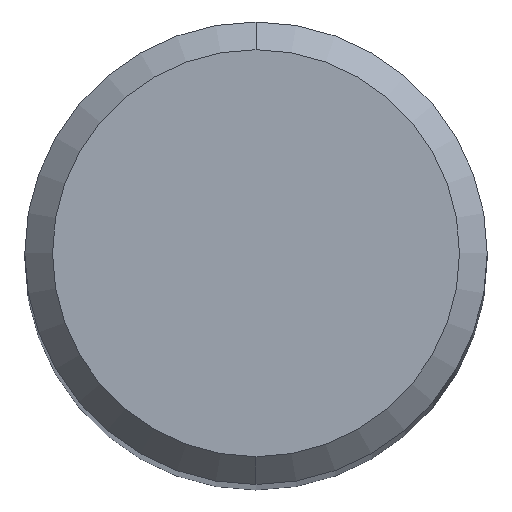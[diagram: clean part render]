
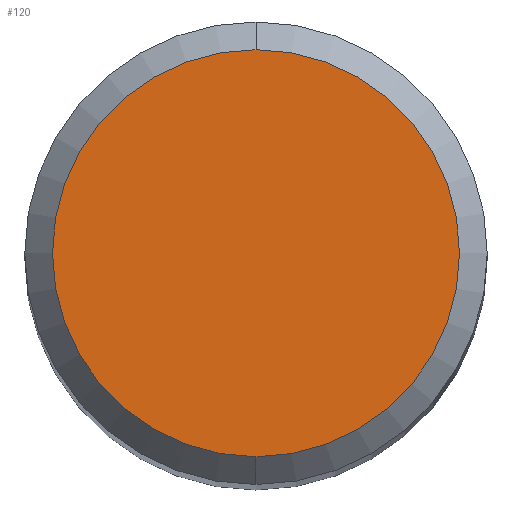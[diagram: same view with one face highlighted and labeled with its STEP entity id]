
A CAD part, top view. The second image highlights one B-rep face of the part: STEP entity #120.
In plain terms, the highlighted planar face has unit normal (0, 0, 1).
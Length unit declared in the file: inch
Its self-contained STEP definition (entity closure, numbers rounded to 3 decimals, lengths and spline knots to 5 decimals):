
#12 = PLANE ( 'NONE',  #264 ) ;
#69 = CARTESIAN_POINT ( 'NONE',  ( 0., 0., 0. ) ) ;
#78 = ORIENTED_EDGE ( 'NONE', *, *, #398, .T. ) ;
#82 = AXIS2_PLACEMENT_3D ( 'NONE', #315, #508, #121 ) ;
#98 = CARTESIAN_POINT ( 'NONE',  ( 0., -0.11, 0. ) ) ;
#112 = DIRECTION ( 'NONE',  ( 0., 0., 1. ) ) ;
#116 = AXIS2_PLACEMENT_3D ( 'NONE', #69, #112, #509 ) ;
#120 = ADVANCED_FACE ( 'NONE', ( #222 ), #12, .F. ) ;
#121 = DIRECTION ( 'NONE',  ( 0., -1., 0. ) ) ;
#139 = CARTESIAN_POINT ( 'NONE',  ( 0., 0.11, 0. ) ) ;
#172 = ORIENTED_EDGE ( 'NONE', *, *, #470, .T. ) ;
#187 = DIRECTION ( 'NONE',  ( 0., 1., 0. ) ) ;
#204 = CIRCLE ( 'NONE', #82, 0.11 ) ;
#210 = VERTEX_POINT ( 'NONE', #98 ) ;
#218 = EDGE_LOOP ( 'NONE', ( #78, #172 ) ) ;
#222 = FACE_OUTER_BOUND ( 'NONE', #218, .T. ) ;
#264 = AXIS2_PLACEMENT_3D ( 'NONE', #139, #411, #187 ) ;
#275 = CARTESIAN_POINT ( 'NONE',  ( 0., 0.11, 0. ) ) ;
#315 = CARTESIAN_POINT ( 'NONE',  ( 0., 0., 0. ) ) ;
#354 = CIRCLE ( 'NONE', #116, 0.11 ) ;
#398 = EDGE_CURVE ( 'NONE', #399, #210, #354, .T. ) ;
#399 = VERTEX_POINT ( 'NONE', #275 ) ;
#411 = DIRECTION ( 'NONE',  ( 0., 0., -1. ) ) ;
#470 = EDGE_CURVE ( 'NONE', #210, #399, #204, .T. ) ;
#508 = DIRECTION ( 'NONE',  ( 0., 0., 1. ) ) ;
#509 = DIRECTION ( 'NONE',  ( 0., -1., 0. ) ) ;
